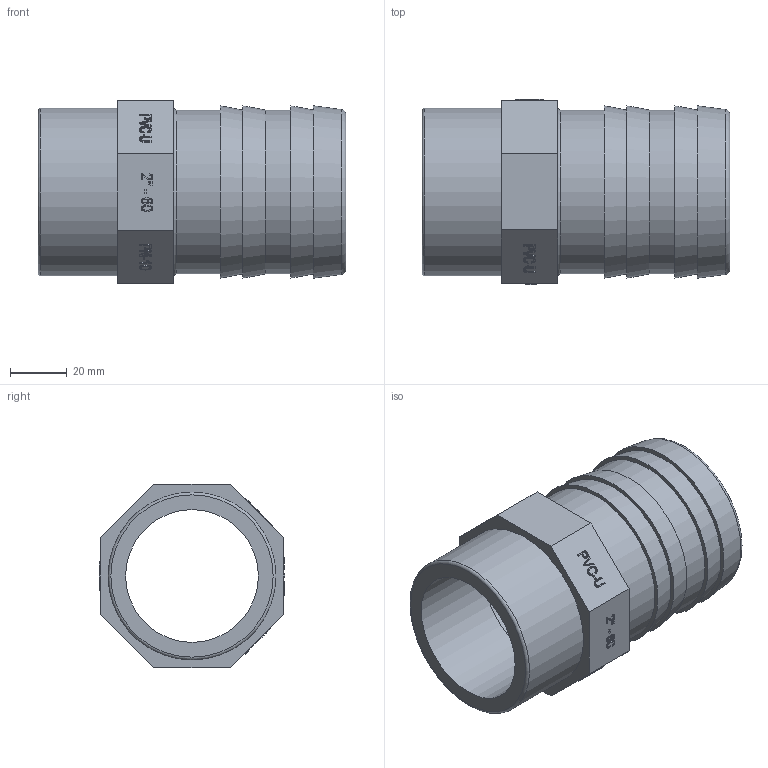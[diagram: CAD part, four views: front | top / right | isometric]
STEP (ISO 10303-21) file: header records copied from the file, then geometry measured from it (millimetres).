
FILE_DESCRIPTION( ( 'Unknown' ), '1' );
FILE_NAME( 'Espiga ø 60-2'''' Rev.2.stp', 'Unknown', ( 'Unknown' ), ( 'Unknown' ), 'PSStep 16.0.42', 'Unknown', ' ' );
FILE_SCHEMA( ( 'AUTOMOTIVE_DESIGN { 1 0 10303 214 1 1 1 1 }' ) );
Length unit declared in the file: millimetre
Products named in the file (1): 1
Bounding box: 109 x 65.6 x 65 mm (x, y, z)
Volume: 112674.8 mm3; surface area: 41942.3 mm2
Topology: 1 solids, 3 shells, 234 faces, 592 edges, 394 vertices
Faces by surface type: plane 139, extrusion 70, cylinder 18, cone 4, torus 3
Full cylindrical faces by diameter (mm): 9.6 x1, 10 x1, 47 x1, 49 x1, 58 x2, 59.44 x1
Entity records: 9494 total; most frequent: CARTESIAN_POINT 2281, ORIENTED_EDGE 1152, DIRECTION 878, EDGE_CURVE 576, VECTOR 460, VERTEX_POINT 392, LINE 390, EDGE_LOOP 280
